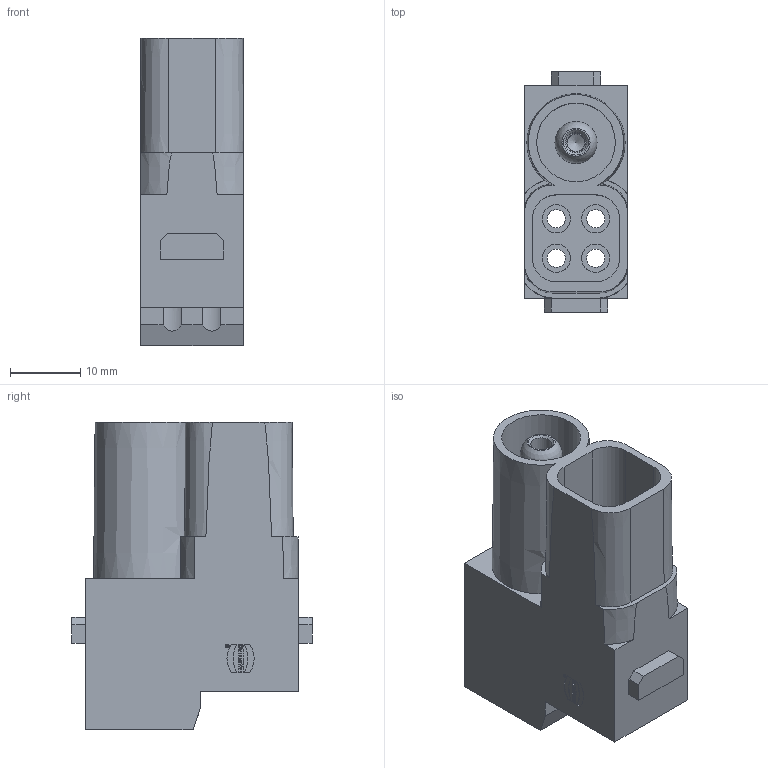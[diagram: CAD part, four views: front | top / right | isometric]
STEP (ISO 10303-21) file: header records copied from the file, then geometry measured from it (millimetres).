
FILE_DESCRIPTION(/* description */ (''),/* implementation_level */ '2;1');
FILE_NAME(/* name */ '100547889ugm000_c.stp',/* time_stamp */ '2019-05-21T10:56:25+02:00',/* author */ (''),/* organization */ (''),/* preprocessor_version */ 'ST-DEVELOPER v16.7',/* originating_system */ 'SIEMENS PLM Software NX 12.0',/* authorisation */ '');
FILE_SCHEMA (('AUTOMOTIVE_DESIGN { 1 0 10303 214 3 1 1 1 }'));
Length unit declared in the file: millimetre
Products named in the file (1): 100547889ugm000_c
Bounding box: 14.65 x 34.2 x 43.8 mm (x, y, z)
Volume: 10431.7 mm3; surface area: 8666.9 mm2
Topology: 1 solids, 1 shells, 344 faces, 994 edges, 775 vertices
Faces by surface type: plane 253, cylinder 41, extrusion 23, cone 17, bspline 9, sphere 1
Full cylindrical faces by diameter (mm): 0.44 x1, 0.52 x1, 2.5 x1, 2.6 x4, 3 x1, 4 x4, 4.8 x4, 6 x2, 9 x2, 11.2 x1
Entity records: 14698 total; most frequent: CARTESIAN_POINT 3646, ORIENTED_EDGE 1690, DIRECTION 1511, EDGE_CURVE 845, VECTOR 609, LINE 586, VERTEX_POINT 577, AXIS2_PLACEMENT_3D 451
